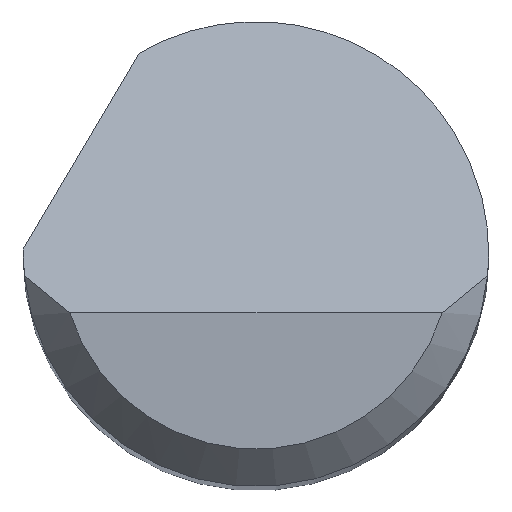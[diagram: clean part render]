
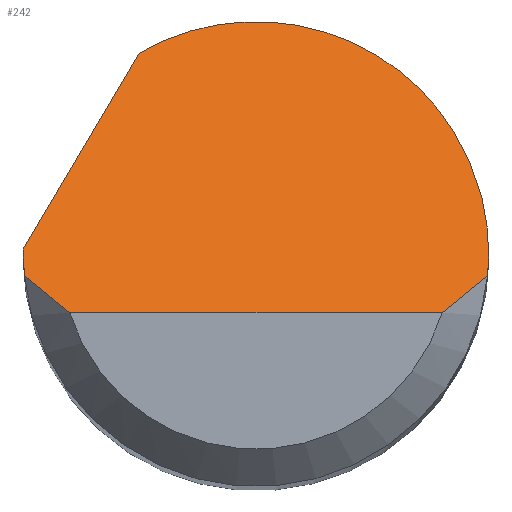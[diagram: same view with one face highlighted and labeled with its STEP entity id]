
A CAD part, top view. The second image highlights one B-rep face of the part: STEP entity #242.
In plain terms, the highlighted planar face has unit normal (0, 0.707, 0.707).
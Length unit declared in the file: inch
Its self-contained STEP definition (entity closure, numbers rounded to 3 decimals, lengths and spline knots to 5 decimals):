
#12 = CARTESIAN_POINT ( 'NONE',  ( 0.07508, -0.02375, 1.5 ) ) ;
#14 = VERTEX_POINT ( 'NONE', #255 ) ;
#47 = EDGE_LOOP ( 'NONE', ( #450, #768, #602, #586, #635, #111, #164, #514 ) ) ;
#56 = VECTOR ( 'NONE', #153, 39.37008 ) ;
#66 = CARTESIAN_POINT ( 'NONE',  ( -0.09373, 0.002, 1.47425 ) ) ;
#69 = CARTESIAN_POINT ( 'NONE',  ( 0.09375, 0., 1.47625 ) ) ;
#78 = CARTESIAN_POINT ( 'NONE',  ( -0.09375, -0.00292, 1.47917 ) ) ;
#91 = CARTESIAN_POINT ( 'NONE',  ( 0.08157, -0.019, 1.49525 ) ) ;
#93 = VERTEX_POINT ( 'NONE', #130 ) ;
#94 = LINE ( 'NONE', #228, #56 ) ;
#103 = CARTESIAN_POINT ( 'NONE',  ( -0.0471, 0.08106, 1.39519 ) ) ;
#111 = ORIENTED_EDGE ( 'NONE', *, *, #618, .F. ) ;
#130 = CARTESIAN_POINT ( 'NONE',  ( -0.09375, 0., 1.47625 ) ) ;
#132 = CARTESIAN_POINT ( 'NONE',  ( 0.09375, 0., 1.47625 ) ) ;
#138 = EDGE_CURVE ( 'NONE', #445, #14, #94, .T. ) ;
#139 = CARTESIAN_POINT ( 'NONE',  ( -0.0471, 0.08106, 1.39519 ) ) ;
#153 = DIRECTION ( 'NONE',  ( 1., 0., 0. ) ) ;
#162 = CARTESIAN_POINT ( 'NONE',  ( -0.09334, -0.00875, 1.485 ) ) ;
#164 = ORIENTED_EDGE ( 'NONE', *, *, #472, .F. ) ;
#180 = DIRECTION ( 'NONE',  ( 0., -0.707, -0.707 ) ) ;
#223 = EDGE_CURVE ( 'NONE', #227, #294, #289, .T. ) ;
#227 = VERTEX_POINT ( 'NONE', #443 ) ;
#228 = CARTESIAN_POINT ( 'NONE',  ( 0., -0.02375, 1.5 ) ) ;
#242 = ADVANCED_FACE ( 'NONE', ( #497 ), #311, .F. ) ;
#251 = DIRECTION ( 'NONE',  ( 0.385, 0.653, -0.653 ) ) ;
#253 = VERTEX_POINT ( 'NONE', #66 ) ;
#255 = CARTESIAN_POINT ( 'NONE',  ( 0.07508, -0.02375, 1.5 ) ) ;
#282 = B_SPLINE_CURVE_WITH_KNOTS ( 'NONE', 3,
 ( #12, #91, #623, #482 ),
 .UNSPECIFIED., .F., .F.,
 ( 4, 4 ),
 ( 0., 0.00071 ),
 .UNSPECIFIED. ) ;
#284 = CARTESIAN_POINT ( 'NONE',  ( -0.09334, -0.00875, 1.485 ) ) ;
#289 =( BOUNDED_CURVE ( )  B_SPLINE_CURVE ( 3, ( #132, #792, #634, #735 ),
 .UNSPECIFIED., .F., .T. ) 
 B_SPLINE_CURVE_WITH_KNOTS ( ( 4, 4 ),
 ( 1.5708, 1.66427 ),
 .UNSPECIFIED. ) 
 CURVE ( )  GEOMETRIC_REPRESENTATION_ITEM ( )  RATIONAL_B_SPLINE_CURVE ( ( 1., 0.999, 0.999, 1. ) ) 
 REPRESENTATION_ITEM ( '' )  );
#294 = VERTEX_POINT ( 'NONE', #338 ) ;
#304 = CARTESIAN_POINT ( 'NONE',  ( -0.09375, 0.00067, 1.47558 ) ) ;
#311 = PLANE ( 'NONE',  #312 ) ;
#312 = AXIS2_PLACEMENT_3D ( 'NONE', #660, #180, #404 ) ;
#325 = CARTESIAN_POINT ( 'NONE',  ( -0.09334, -0.00875, 1.485 ) ) ;
#326 = VERTEX_POINT ( 'NONE', #103 ) ;
#338 = CARTESIAN_POINT ( 'NONE',  ( 0.09334, -0.00875, 1.485 ) ) ;
#390 = CARTESIAN_POINT ( 'NONE',  ( -0.07508, -0.02375, 1.5 ) ) ;
#395 = CARTESIAN_POINT ( 'NONE',  ( 0.02324, 0.12193, 1.35432 ) ) ;
#404 = DIRECTION ( 'NONE',  ( 0., 0.707, -0.707 ) ) ;
#406 = CARTESIAN_POINT ( 'NONE',  ( -0.09361, -0.00584, 1.48209 ) ) ;
#443 = CARTESIAN_POINT ( 'NONE',  ( 0.09375, 0., 1.47625 ) ) ;
#445 = VERTEX_POINT ( 'NONE', #808 ) ;
#450 = ORIENTED_EDGE ( 'NONE', *, *, #138, .T. ) ;
#472 = EDGE_CURVE ( 'NONE', #604, #93, #817, .T. ) ;
#479 = EDGE_CURVE ( 'NONE', #326, #227, #551, .T. ) ;
#482 = CARTESIAN_POINT ( 'NONE',  ( 0.09334, -0.00875, 1.485 ) ) ;
#495 = CARTESIAN_POINT ( 'NONE',  ( -0.09375, 0., 1.47625 ) ) ;
#497 = FACE_OUTER_BOUND ( 'NONE', #47, .T. ) ;
#512 = LINE ( 'NONE', #845, #599 ) ;
#514 = ORIENTED_EDGE ( 'NONE', *, *, #854, .T. ) ;
#541 = B_SPLINE_CURVE_WITH_KNOTS ( 'NONE', 3,
 ( #325, #662, #840, #390 ),
 .UNSPECIFIED., .F., .F.,
 ( 4, 4 ),
 ( 0., 0.00071 ),
 .UNSPECIFIED. ) ;
#543 = CARTESIAN_POINT ( 'NONE',  ( 0.09375, 0.08136, 1.39489 ) ) ;
#551 =( BOUNDED_CURVE ( )  B_SPLINE_CURVE ( 3, ( #139, #395, #543, #69 ),
 .UNSPECIFIED., .F., .T. ) 
 B_SPLINE_CURVE_WITH_KNOTS ( ( 4, 4 ),
 ( 5.75677, 7.85398 ),
 .UNSPECIFIED. ) 
 CURVE ( )  GEOMETRIC_REPRESENTATION_ITEM ( )  RATIONAL_B_SPLINE_CURVE ( ( 1., 0.666, 0.666, 1. ) ) 
 REPRESENTATION_ITEM ( '' )  );
#586 = ORIENTED_EDGE ( 'NONE', *, *, #479, .F. ) ;
#599 = VECTOR ( 'NONE', #251, 39.37008 ) ;
#602 = ORIENTED_EDGE ( 'NONE', *, *, #223, .F. ) ;
#604 = VERTEX_POINT ( 'NONE', #162 ) ;
#618 = EDGE_CURVE ( 'NONE', #93, #253, #639, .T. ) ;
#623 = CARTESIAN_POINT ( 'NONE',  ( 0.08761, -0.01397, 1.49022 ) ) ;
#634 = CARTESIAN_POINT ( 'NONE',  ( 0.09361, -0.00584, 1.48209 ) ) ;
#635 = ORIENTED_EDGE ( 'NONE', *, *, #860, .F. ) ;
#639 =( BOUNDED_CURVE ( )  B_SPLINE_CURVE ( 3, ( #495, #304, #698, #767 ),
 .UNSPECIFIED., .F., .T. ) 
 B_SPLINE_CURVE_WITH_KNOTS ( ( 4, 4 ),
 ( 4.71239, 4.73372 ),
 .UNSPECIFIED. ) 
 CURVE ( )  GEOMETRIC_REPRESENTATION_ITEM ( )  RATIONAL_B_SPLINE_CURVE ( ( 1., 1., 1., 1. ) ) 
 REPRESENTATION_ITEM ( '' )  );
#660 = CARTESIAN_POINT ( 'NONE',  ( -0.09375, -0.02375, 1.5 ) ) ;
#662 = CARTESIAN_POINT ( 'NONE',  ( -0.08761, -0.01397, 1.49022 ) ) ;
#668 = CARTESIAN_POINT ( 'NONE',  ( -0.09375, 0., 1.47625 ) ) ;
#698 = CARTESIAN_POINT ( 'NONE',  ( -0.09374, 0.00133, 1.47492 ) ) ;
#735 = CARTESIAN_POINT ( 'NONE',  ( 0.09334, -0.00875, 1.485 ) ) ;
#749 = EDGE_CURVE ( 'NONE', #14, #294, #282, .T. ) ;
#767 = CARTESIAN_POINT ( 'NONE',  ( -0.09373, 0.002, 1.47425 ) ) ;
#768 = ORIENTED_EDGE ( 'NONE', *, *, #749, .T. ) ;
#792 = CARTESIAN_POINT ( 'NONE',  ( 0.09375, -0.00292, 1.47917 ) ) ;
#808 = CARTESIAN_POINT ( 'NONE',  ( -0.07508, -0.02375, 1.5 ) ) ;
#817 =( BOUNDED_CURVE ( )  B_SPLINE_CURVE ( 3, ( #284, #406, #78, #668 ),
 .UNSPECIFIED., .F., .T. ) 
 B_SPLINE_CURVE_WITH_KNOTS ( ( 4, 4 ),
 ( 4.61892, 4.71239 ),
 .UNSPECIFIED. ) 
 CURVE ( )  GEOMETRIC_REPRESENTATION_ITEM ( )  RATIONAL_B_SPLINE_CURVE ( ( 1., 0.999, 0.999, 1. ) ) 
 REPRESENTATION_ITEM ( '' )  );
#840 = CARTESIAN_POINT ( 'NONE',  ( -0.08157, -0.019, 1.49525 ) ) ;
#845 = CARTESIAN_POINT ( 'NONE',  ( -0.10667, -0.01994, 1.49619 ) ) ;
#854 = EDGE_CURVE ( 'NONE', #604, #445, #541, .T. ) ;
#860 = EDGE_CURVE ( 'NONE', #253, #326, #512, .T. ) ;
